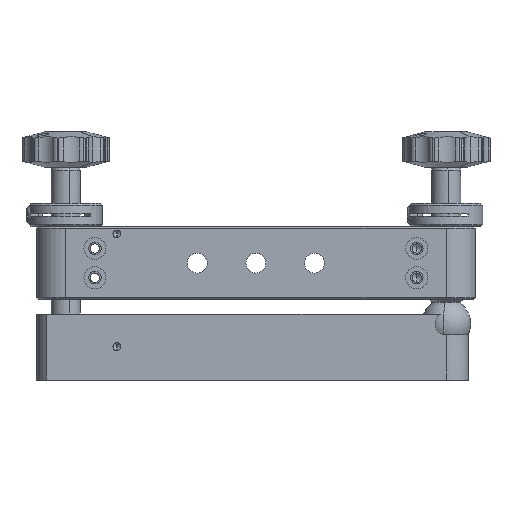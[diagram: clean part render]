
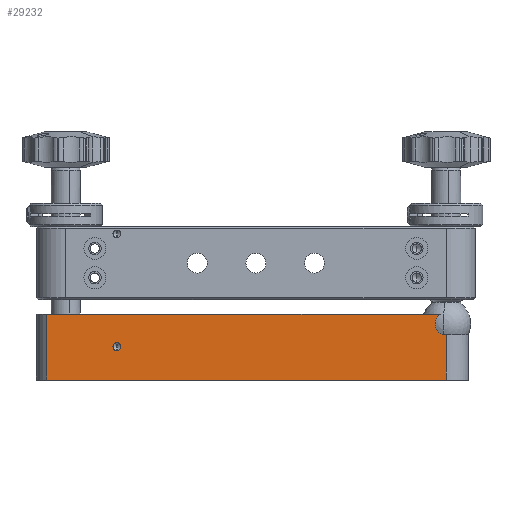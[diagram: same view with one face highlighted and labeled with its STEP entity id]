
A CAD part, left-side view. The second image highlights one B-rep face of the part: STEP entity #29232.
In plain terms, the highlighted planar face has unit normal (-1, 0, 0).
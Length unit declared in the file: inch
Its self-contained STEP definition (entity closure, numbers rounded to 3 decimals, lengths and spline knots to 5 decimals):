
#238=DIRECTION('',(0.,1.,0.));
#239=VECTOR('',#238,3.41248);
#240=CARTESIAN_POINT('',(0.,0.19,-0.56));
#241=LINE('',#240,#239);
#2467=DIRECTION('',(0.,0.,-1.));
#2468=VECTOR('',#2467,0.38597);
#2469=CARTESIAN_POINT('',(0.,0.19,-0.17403));
#2470=LINE('',#2469,#2468);
#2799=CARTESIAN_POINT('',(0.,0.19,-0.07973));
#2800=DIRECTION('',(1.,0.,0.));
#2801=DIRECTION('',(0.,0.,-1.));
#2802=AXIS2_PLACEMENT_3D('',#2799,#2800,#2801);
#2807=DIRECTION('',(0.,1.,0.));
#2808=VECTOR('',#2807,3.36215);
#2809=CARTESIAN_POINT('',(0.,0.24033,0.));
#2810=LINE('',#2809,#2808);
#2814=CARTESIAN_POINT('',(0.,0.19,-0.07973));
#2815=DIRECTION('',(1.,0.,0.));
#2816=DIRECTION('',(0.,0.199,-0.98));
#2817=AXIS2_PLACEMENT_3D('',#2814,#2815,#2816);
#2822=CARTESIAN_POINT('',(0.,3.002,-0.275));
#2823=DIRECTION('',(1.,0.,0.));
#2824=DIRECTION('',(0.,0.,-1.));
#2825=AXIS2_PLACEMENT_3D('',#2822,#2823,#2824);
#2830=CARTESIAN_POINT('',(0.,3.002,-0.275));
#2831=DIRECTION('',(1.,0.,0.));
#2832=DIRECTION('',(0.,0.,1.));
#2833=AXIS2_PLACEMENT_3D('',#2830,#2831,#2832);
#2838=DIRECTION('',(0.,0.,1.));
#2839=VECTOR('',#2838,0.56);
#2840=CARTESIAN_POINT('',(0.,3.60248,-0.56));
#2841=LINE('',#2840,#2839);
#25305=CARTESIAN_POINT('',(0.,3.60248,0.));
#25306=VERTEX_POINT('',#25305);
#25307=CARTESIAN_POINT('',(0.,0.24033,0.));
#25308=VERTEX_POINT('',#25307);
#25309=CARTESIAN_POINT('',(0.,3.002,-0.3085));
#25310=CARTESIAN_POINT('',(0.,3.002,-0.2415));
#25311=VERTEX_POINT('',#25309);
#25312=VERTEX_POINT('',#25310);
#25313=CARTESIAN_POINT('',(0.,3.60248,-0.56));
#25314=VERTEX_POINT('',#25313);
#25315=CARTESIAN_POINT('',(0.,0.19,-0.56));
#25316=VERTEX_POINT('',#25315);
#25317=CARTESIAN_POINT('',(0.,0.19,-0.17403));
#25318=VERTEX_POINT('',#25317);
#28027=CARTESIAN_POINT('',(0.,0.20877,-0.17214));
#28028=VERTEX_POINT('',#28027);
#29211=CARTESIAN_POINT('',(0.,0.19,-0.56));
#29212=DIRECTION('',(-1.,0.,0.));
#29213=DIRECTION('',(0.,0.,1.));
#29214=AXIS2_PLACEMENT_3D('',#29211,#29212,#29213);
#29215=PLANE('',#29214);
#29216=ORIENTED_EDGE('',*,*,#28900,.F.);
#29217=ORIENTED_EDGE('',*,*,#28923,.T.);
#29218=ORIENTED_EDGE('',*,*,#28078,.T.);
#29220=ORIENTED_EDGE('',*,*,#29219,.T.);
#29221=ORIENTED_EDGE('',*,*,#28804,.F.);
#29223=ORIENTED_EDGE('',*,*,#29222,.F.);
#29224=EDGE_LOOP('',(#29216,#29217,#29218,#29220,#29221,#29223));
#29225=FACE_OUTER_BOUND('',#29224,.F.);
#29227=ORIENTED_EDGE('',*,*,#29226,.F.);
#29229=ORIENTED_EDGE('',*,*,#29228,.F.);
#29230=EDGE_LOOP('',(#29227,#29229));
#29231=FACE_BOUND('',#29230,.F.);
#2803=CIRCLE('',#2802,0.09429);
#2818=CIRCLE('',#2817,0.09429);
#2826=CIRCLE('',#2825,0.0335);
#2834=CIRCLE('',#2833,0.0335);
#28078=EDGE_CURVE('',#25316,#25314,#241,.T.);
#28804=EDGE_CURVE('',#25308,#25306,#2810,.T.);
#28900=EDGE_CURVE('',#25318,#28028,#2803,.T.);
#28923=EDGE_CURVE('',#25318,#25316,#2470,.T.);
#29219=EDGE_CURVE('',#25314,#25306,#2841,.T.);
#29222=EDGE_CURVE('',#28028,#25308,#2818,.T.);
#29226=EDGE_CURVE('',#25311,#25312,#2826,.T.);
#29228=EDGE_CURVE('',#25312,#25311,#2834,.T.);
#29232=ADVANCED_FACE('',(#29225,#29231),#29215,.T.);
